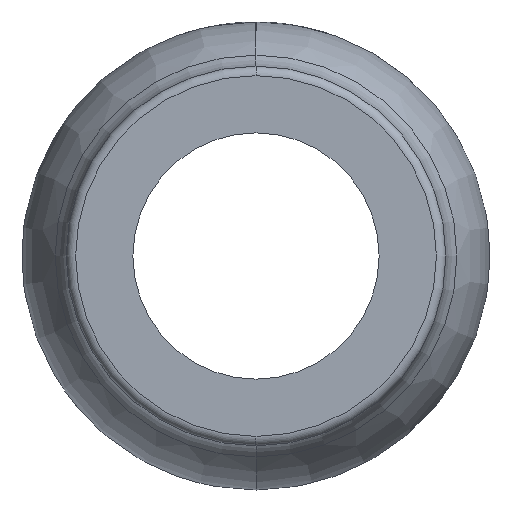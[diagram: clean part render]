
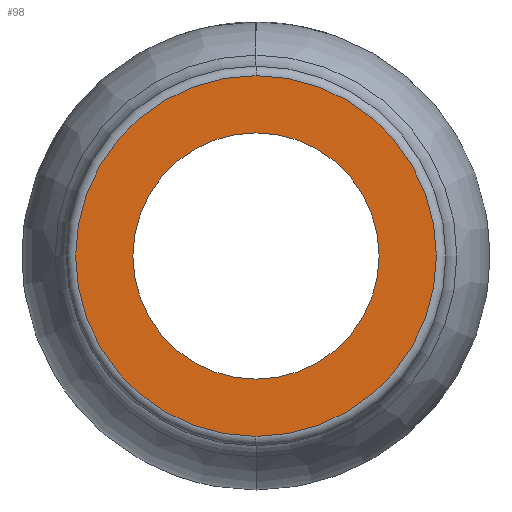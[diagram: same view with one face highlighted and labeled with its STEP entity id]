
A CAD part, front view. The second image highlights one B-rep face of the part: STEP entity #98.
In plain terms, the highlighted planar face has unit normal (0, -1, 0).
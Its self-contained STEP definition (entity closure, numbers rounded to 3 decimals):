
#98=ADVANCED_FACE('',(#220,#221),#222,.T.);
#220=FACE_BOUND('',#357,.T.);
#221=FACE_OUTER_BOUND('',#358,.T.);
#222=PLANE('',#359);
#357=EDGE_LOOP('',(#802,#803));
#358=EDGE_LOOP('',(#804,#805,#806));
#359=AXIS2_PLACEMENT_3D('',#807,#808,#809);
#802=ORIENTED_EDGE('',*,*,#1039,.T.);
#803=ORIENTED_EDGE('',*,*,#977,.T.);
#804=ORIENTED_EDGE('',*,*,#1053,.T.);
#805=ORIENTED_EDGE('',*,*,#946,.T.);
#806=ORIENTED_EDGE('',*,*,#1054,.T.);
#807=CARTESIAN_POINT('',(4.394,-3.27,0.0));
#808=DIRECTION('',(0.,-1.0,0.0));
#809=DIRECTION('',(1.0,0.,0.0));
#946=EDGE_CURVE('',#1139,#1145,#1147,.T.);
#977=EDGE_CURVE('',#1199,#1203,#1205,.T.);
#1039=EDGE_CURVE('',#1203,#1199,#1305,.T.);
#1053=EDGE_CURVE('',#1320,#1139,#1321,.T.);
#1054=EDGE_CURVE('',#1145,#1320,#1322,.T.);
#1139=VERTEX_POINT('',#1432);
#1145=VERTEX_POINT('',#1438);
#1147=CIRCLE('',#1440,8.788);
#1199=VERTEX_POINT('',#1504);
#1203=VERTEX_POINT('',#1509);
#1205=CIRCLE('',#1512,6.0);
#1305=CIRCLE('',#1807,6.0);
#1320=VERTEX_POINT('',#1822);
#1321=CIRCLE('',#1823,8.788);
#1322=CIRCLE('',#1824,8.788);
#1432=CARTESIAN_POINT('',(0.,-3.27,8.788));
#1438=CARTESIAN_POINT('',(0.,-3.27,-8.788));
#1440=AXIS2_PLACEMENT_3D('',#1951,#1952,#1953);
#1504=CARTESIAN_POINT('',(6.0,-3.27,0.));
#1509=CARTESIAN_POINT('',(-6.0,-3.27,0.));
#1512=AXIS2_PLACEMENT_3D('',#2016,#2017,#2018);
#1807=AXIS2_PLACEMENT_3D('',#2104,#2105,#2106);
#1822=CARTESIAN_POINT('',(8.788,-3.27,0.0));
#1823=AXIS2_PLACEMENT_3D('',#2146,#2147,#2148);
#1824=AXIS2_PLACEMENT_3D('',#2149,#2150,#2151);
#1951=CARTESIAN_POINT('',(0.,-3.27,0.0));
#1952=DIRECTION('',(0.,-1.0,0.0));
#1953=DIRECTION('',(1.0,0.,0.0));
#2016=CARTESIAN_POINT('',(0.0,-3.27,0.0));
#2017=DIRECTION('',(0.,1.0,0.0));
#2018=DIRECTION('',(1.0,0.,0.0));
#2104=CARTESIAN_POINT('',(0.0,-3.27,0.0));
#2105=DIRECTION('',(0.,1.0,0.0));
#2106=DIRECTION('',(1.0,0.,0.0));
#2146=CARTESIAN_POINT('',(0.,-3.27,0.0));
#2147=DIRECTION('',(0.,-1.0,0.0));
#2148=DIRECTION('',(1.0,0.,0.0));
#2149=CARTESIAN_POINT('',(0.,-3.27,0.0));
#2150=DIRECTION('',(0.,-1.0,0.0));
#2151=DIRECTION('',(1.0,0.,0.0));
